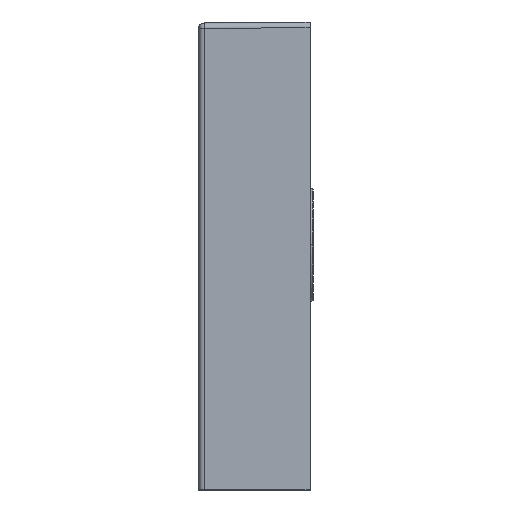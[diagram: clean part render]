
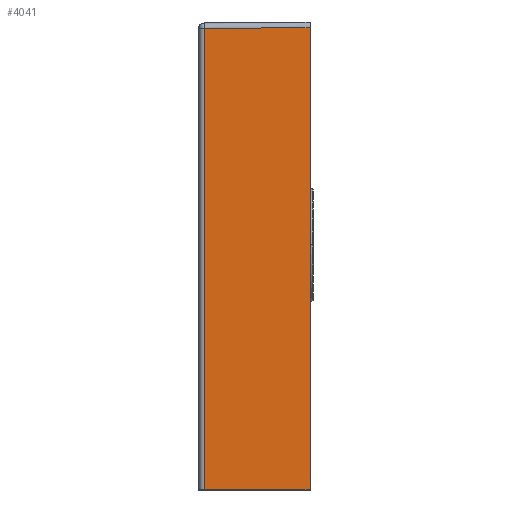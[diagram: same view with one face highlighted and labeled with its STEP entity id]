
A CAD part, left-side view. The second image highlights one B-rep face of the part: STEP entity #4041.
In plain terms, the highlighted planar face has unit normal (-1, 0.009, 0).
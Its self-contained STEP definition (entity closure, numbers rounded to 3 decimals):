
#112 = LINE ( 'NONE', #2156, #5066 ) ;
#295 = ORIENTED_EDGE ( 'NONE', *, *, #6282, .T. ) ;
#682 = DIRECTION ( 'NONE',  ( 0.009, 1., -0.009 ) ) ;
#810 = CARTESIAN_POINT ( 'NONE',  ( -350., -100., -220. ) ) ;
#853 = LINE ( 'NONE', #2892, #2632 ) ;
#931 = VECTOR ( 'NONE', #682, 1000. ) ;
#1281 = DIRECTION ( 'NONE',  ( -1., 0.009, 0. ) ) ;
#1787 = FACE_OUTER_BOUND ( 'NONE', #2613, .T. ) ;
#2005 = VECTOR ( 'NONE', #2850, 1000. ) ;
#2156 = CARTESIAN_POINT ( 'NONE',  ( -350.262, -129.998, -220. ) ) ;
#2200 = ORIENTED_EDGE ( 'NONE', *, *, #6194, .T. ) ;
#2613 = EDGE_LOOP ( 'NONE', ( #2200, #295, #5765, #4539 ) ) ;
#2632 = VECTOR ( 'NONE', #4926, 1000. ) ;
#2806 = VERTEX_POINT ( 'NONE', #3956 ) ;
#2850 = DIRECTION ( 'NONE',  ( 0., 0., -1. ) ) ;
#2892 = CARTESIAN_POINT ( 'NONE',  ( -349.171, -4.956, -220. ) ) ;
#2957 = CARTESIAN_POINT ( 'NONE',  ( -350., -100., 195. ) ) ;
#3163 = AXIS2_PLACEMENT_3D ( 'NONE', #5840, #1281, #3312 ) ;
#3217 = LINE ( 'NONE', #5249, #931 ) ;
#3312 = DIRECTION ( 'NONE',  ( -0.009, -1., 0. ) ) ;
#3634 = CARTESIAN_POINT ( 'NONE',  ( -349.171, -4.956, 194.171 ) ) ;
#3808 = PLANE ( 'NONE',  #3163 ) ;
#3956 = CARTESIAN_POINT ( 'NONE',  ( -350., -100., -220. ) ) ;
#4041 = ADVANCED_FACE ( 'NONE', ( #1787 ), #3808, .T. ) ;
#4096 = EDGE_CURVE ( 'NONE', #6360, #2806, #5379, .T. ) ;
#4164 = VERTEX_POINT ( 'NONE', #3634 ) ;
#4177 = DIRECTION ( 'NONE',  ( 0.009, 1., 0. ) ) ;
#4539 = ORIENTED_EDGE ( 'NONE', *, *, #4096, .F. ) ;
#4926 = DIRECTION ( 'NONE',  ( 0., 0., -1. ) ) ;
#4948 = VERTEX_POINT ( 'NONE', #5357 ) ;
#5066 = VECTOR ( 'NONE', #4177, 1000. ) ;
#5199 = EDGE_CURVE ( 'NONE', #2806, #4948, #112, .T. ) ;
#5249 = CARTESIAN_POINT ( 'NONE',  ( -349.968, -96.379, 194.969 ) ) ;
#5357 = CARTESIAN_POINT ( 'NONE',  ( -349.171, -4.956, -220. ) ) ;
#5379 = LINE ( 'NONE', #810, #2005 ) ;
#5765 = ORIENTED_EDGE ( 'NONE', *, *, #5199, .F. ) ;
#5840 = CARTESIAN_POINT ( 'NONE',  ( -350., -100., -220. ) ) ;
#6194 = EDGE_CURVE ( 'NONE', #6360, #4164, #3217, .T. ) ;
#6282 = EDGE_CURVE ( 'NONE', #4164, #4948, #853, .T. ) ;
#6360 = VERTEX_POINT ( 'NONE', #2957 ) ;
